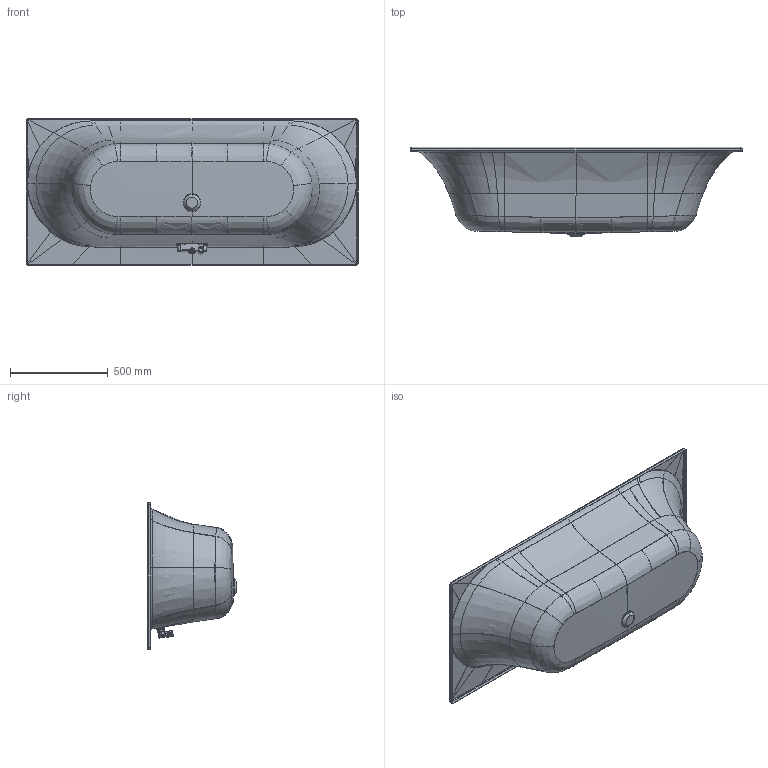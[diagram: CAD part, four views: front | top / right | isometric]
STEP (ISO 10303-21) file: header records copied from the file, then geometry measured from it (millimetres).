
FILE_DESCRIPTION((''),'2;1');
FILE_NAME('LF_170-SQUARE_OVAL_VOOR_STP_ASM','2021-03-29T14:24:13',('grootj'),('Villeroy & Boch Wellness bv'),'CREO PARAMETRIC BY PTC INC, 2018020','CREO PARAMETRIC BY PTC INC, 2018020','');
FILE_SCHEMA(('CONFIG_CONTROL_DESIGN'));
Products named in the file (10): AFVOERDOP_MANILLA_22072020; L-AND-F_170X75_OVAL17112020; V4P2001-302_1; V4P2001-303_1; V4P2001-305_1; V4P2001-306_1; V4P2001-024_1; INSERT_M4_R1_1; V4P2001-304_ASM_1_ASM; LF_170-SQUARE_OVAL_VOOR_STP_ASM
Assembly tree (11 placements, depth 3):
  LF_170-SQUARE_OVAL_VOOR_STP_ASM
    AFVOERDOP_MANILLA_22072020
    L-AND-F_170X75_OVAL17112020
    V4P2001-304_ASM_1_ASM
      V4P2001-302_1
      V4P2001-303_1
      V4P2001-305_1
      V4P2001-306_1
      V4P2001-024_1
      INSERT_M4_R1_1  x3
Bounding box: 1700 x 459.9 x 750 mm (x, y, z)
Volume: 4713362.3 mm3; surface area: 4728622.5 mm2
Topology: 10 solids, 10 shells, 1428 faces, 3720 edges, 2324 vertices
Faces by surface type: cylinder 432, plane 376, bspline 370, torus 114, cone 101, sphere 27, extrusion 8
Entity records: 73852 total; most frequent: CARTESIAN_POINT 43144, ORIENTED_EDGE 6902, DIRECTION 5689, EDGE_CURVE 3451, AXIS2_PLACEMENT_3D 2198, VERTEX_POINT 2170, EDGE_LOOP 1403, FACE_OUTER_BOUND 1332
